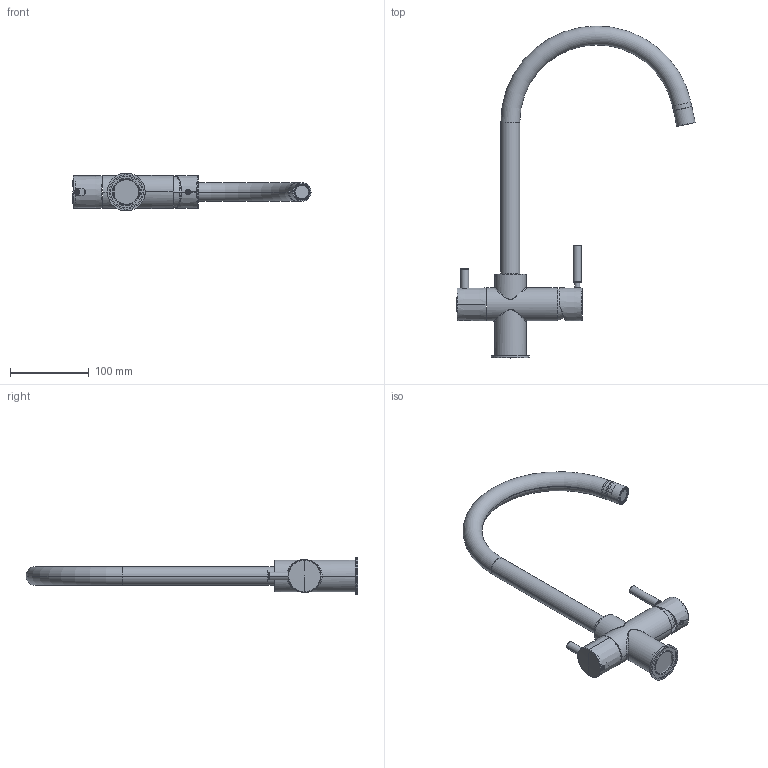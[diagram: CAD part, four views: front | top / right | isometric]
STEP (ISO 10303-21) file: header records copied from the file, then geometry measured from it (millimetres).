
FILE_DESCRIPTION((''),'2;1');
FILE_NAME('AP60060','2024-03-20T15:53:25',('tecnico1'),(''),'CREO PARAMETRIC BY PTC INC, 2022284','CREO PARAMETRIC BY PTC INC, 2022284','');
FILE_SCHEMA(('CONFIG_CONTROL_DESIGN'));
Length unit declared in the file: millimetre
Products named in the file (20): CU00025T00_1_1; P0230100_1_1; LE00076T00_1_1; P0224500_1_1; P0226900_1_1; CN00029T00_1; AR00083T00_1_1; AR00084T00_1_1; GU00005T00_1_1; AR00082T00_1_1; AR00032A00_1_1; CN00005A00_1; OR00022T00_1_1; BT00002T00_1_1; P0394600_6_1; LE00029T00_1_1; P0418000_1_1; PR00008A00_1_1; 39126000_1; AP60060
Assembly tree (22 placements, depth 5):
  AP60060
    39126000_1
      CU00025T00_1_1
      P0230100_1_1
      LE00076T00_1_1
      P0224500_1_1  x2
      P0226900_1_1  x2
      CN00005A00_1
        CN00029T00_1
        AR00032A00_1_1
          AR00083T00_1_1
          AR00084T00_1_1
          GU00005T00_1_1  x2
          AR00082T00_1_1
      OR00022T00_1_1
      BT00002T00_1_1
      PR00008A00_1_1
        P0394600_6_1
        LE00029T00_1_1
        P0418000_1_1
Bounding box: 302.5 x 421.49 x 48 mm (x, y, z)
Volume: 248521.1 mm3; surface area: 155918.3 mm2
Topology: 18 solids, 38 shells, 1179 faces, 3219 edges, 2081 vertices
Faces by surface type: plane 379, cylinder 316, extrusion 215, cone 135, torus 73, bspline 33, sphere 28
Entity records: 41801 total; most frequent: CARTESIAN_POINT 13609, ORIENTED_EDGE 6012, DIRECTION 5408, EDGE_CURVE 3042, AXIS2_PLACEMENT_3D 2000, VERTEX_POINT 1986, VECTOR 1408, EDGE_LOOP 1214
